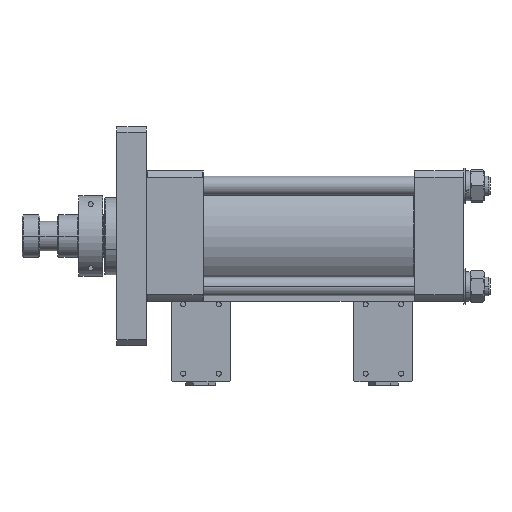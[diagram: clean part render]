
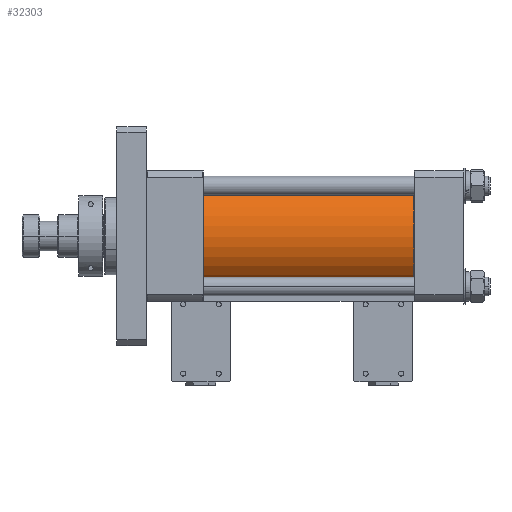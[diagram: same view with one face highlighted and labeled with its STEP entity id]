
A CAD part, front view. The second image highlights one B-rep face of the part: STEP entity #32303.
In plain terms, the highlighted cylindrical face has radius 50 mm (diameter 100 mm), a partial arc.
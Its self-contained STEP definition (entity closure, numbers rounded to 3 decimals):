
#12340 = DIRECTION ( 'NONE',  ( 0., 0., -1. ) ) ;
#12341 = DIRECTION ( 'NONE',  ( 1., 0., 0. ) ) ;
#12343 = CARTESIAN_POINT ( 'NONE',  ( -0.5, 0., 0. ) ) ;
#12345 = AXIS2_PLACEMENT_3D ( 'NONE', #12343, #12341, #12340 ) ;
#12346 = CIRCLE ( 'NONE', #12345, 50. ) ;
#12391 = CARTESIAN_POINT ( 'NONE',  ( -177.5, 0., 50. ) ) ;
#12456 = CARTESIAN_POINT ( 'NONE',  ( -177.5, 0., -50. ) ) ;
#12505 = DIRECTION ( 'NONE',  ( 1., 0., 0. ) ) ;
#12506 = VECTOR ( 'NONE', #12505, 1000. ) ;
#12507 = CARTESIAN_POINT ( 'NONE',  ( 0., 0., -50. ) ) ;
#12508 = LINE ( 'NONE', #12507, #12506 ) ;
#12513 = CARTESIAN_POINT ( 'NONE',  ( -0.5, 0., -50. ) ) ;
#13842 = DIRECTION ( 'NONE',  ( 0., 0., -1. ) ) ;
#13844 = DIRECTION ( 'NONE',  ( 1., 0., 0. ) ) ;
#13846 = CARTESIAN_POINT ( 'NONE',  ( 0., 0., 0. ) ) ;
#13848 = AXIS2_PLACEMENT_3D ( 'NONE', #13846, #13844, #13842 ) ;
#13853 = CYLINDRICAL_SURFACE ( 'NONE', #13848, 50. ) ;
#13862 = FACE_OUTER_BOUND ( 'NONE', #31870, .T. ) ;
#14296 = DIRECTION ( 'NONE',  ( 0., 0., -1. ) ) ;
#14297 = DIRECTION ( 'NONE',  ( 1., 0., 0. ) ) ;
#14298 = CARTESIAN_POINT ( 'NONE',  ( -177.5, 0., 0. ) ) ;
#14299 = AXIS2_PLACEMENT_3D ( 'NONE', #14298, #14297, #14296 ) ;
#14300 = CIRCLE ( 'NONE', #14299, 50. ) ;
#14893 = CARTESIAN_POINT ( 'NONE',  ( -0.5, 0., 50. ) ) ;
#14895 = DIRECTION ( 'NONE',  ( 1., 0., 0. ) ) ;
#14897 = VECTOR ( 'NONE', #14895, 1000. ) ;
#14899 = CARTESIAN_POINT ( 'NONE',  ( 0., 0., 50. ) ) ;
#14901 = LINE ( 'NONE', #14899, #14897 ) ;
#31800 = VERTEX_POINT ( 'NONE', #12513 ) ;
#31803 = EDGE_CURVE ( 'NONE', #31877, #31800, #12508, .T. ) ;
#31841 = VERTEX_POINT ( 'NONE', #12391 ) ;
#31870 = EDGE_LOOP ( 'NONE', ( #32460, #32483, #32485, #32481 ) ) ;
#31877 = VERTEX_POINT ( 'NONE', #12456 ) ;
#31880 = EDGE_CURVE ( '����2', #32804, #31800, #12346, .T. ) ;
#32303 = ADVANCED_FACE ( '��1', ( #13862 ), #13853, .T. ) ;
#32460 = ORIENTED_EDGE ( 'NONE', *, *, #32802, .F. ) ;
#32481 = ORIENTED_EDGE ( 'NONE', *, *, #31880, .F. ) ;
#32482 = EDGE_CURVE ( '����3', #31841, #31877, #14300, .T. ) ;
#32483 = ORIENTED_EDGE ( 'NONE', *, *, #32482, .T. ) ;
#32485 = ORIENTED_EDGE ( 'NONE', *, *, #31803, .T. ) ;
#32802 = EDGE_CURVE ( 'NONE', #31841, #32804, #14901, .T. ) ;
#32804 = VERTEX_POINT ( 'NONE', #14893 ) ;
